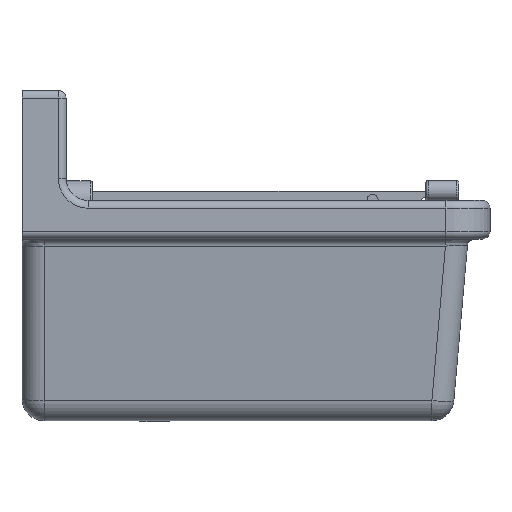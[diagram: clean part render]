
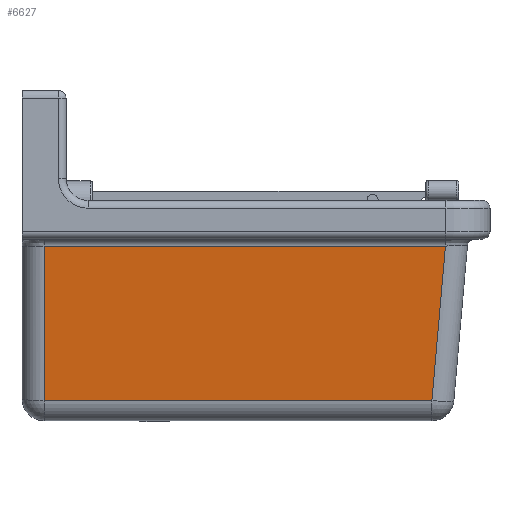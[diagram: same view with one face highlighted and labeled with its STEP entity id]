
A CAD part, left-side view. The second image highlights one B-rep face of the part: STEP entity #6627.
In plain terms, the highlighted planar face has unit normal (-0.996, 0, -0.087).
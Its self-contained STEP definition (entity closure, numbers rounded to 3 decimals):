
#6273=CARTESIAN_POINT('',(-20.668,-353.108,158.61));
#6274=VERTEX_POINT('',#6273);
#6324=CARTESIAN_POINT('',(-20.668,11.409,158.61));
#6325=VERTEX_POINT('',#6324);
#6333=CARTESIAN_POINT('',(-20.668,11.409,158.61));
#6334=DIRECTION('',(0.0,-1.0,0.0));
#6335=VECTOR('',#6334,364.517);
#6336=LINE('',#6333,#6335);
#6337=EDGE_CURVE('',#6325,#6274,#6336,.T.);
#6578=CARTESIAN_POINT('',(-8.389,-340.829,18.257));
#6579=VERTEX_POINT('',#6578);
#6580=CARTESIAN_POINT('',(-20.668,-353.108,158.61));
#6581=DIRECTION('',(0.087,0.087,-0.992));
#6582=VECTOR('',#6581,141.423);
#6583=LINE('',#6580,#6582);
#6584=EDGE_CURVE('',#6274,#6579,#6583,.T.);
#6604=CARTESIAN_POINT('',(-6.792,-393.591,0.));
#6605=DIRECTION('',(0.996,0.,0.087));
#6606=DIRECTION('',(0.087,0.0,-0.996));
#6607=AXIS2_PLACEMENT_3D('',#6604,#6605,#6606);
#6608=PLANE('',#6607);
#6609=ORIENTED_EDGE('',*,*,#6337,.F.);
#6610=CARTESIAN_POINT('',(-8.389,11.409,18.257));
#6611=VERTEX_POINT('',#6610);
#6612=CARTESIAN_POINT('',(-8.389,11.409,18.257));
#6613=DIRECTION('',(-0.087,0.,0.996));
#6614=VECTOR('',#6613,140.889);
#6615=LINE('',#6612,#6614);
#6616=EDGE_CURVE('',#6611,#6325,#6615,.T.);
#6617=ORIENTED_EDGE('',*,*,#6616,.F.);
#6618=CARTESIAN_POINT('',(-8.389,-340.829,18.257));
#6619=DIRECTION('',(0.0,1.0,0.0));
#6620=VECTOR('',#6619,352.238);
#6621=LINE('',#6618,#6620);
#6622=EDGE_CURVE('',#6579,#6611,#6621,.T.);
#6623=ORIENTED_EDGE('',*,*,#6622,.F.);
#6624=ORIENTED_EDGE('',*,*,#6584,.F.);
#6625=EDGE_LOOP('',(#6609,#6617,#6623,#6624));
#6626=FACE_OUTER_BOUND('',#6625,.T.);
#6627=ADVANCED_FACE('',(#6626),#6608,.F.);
